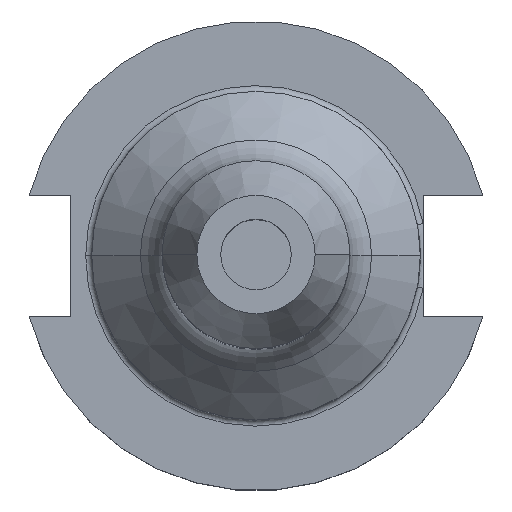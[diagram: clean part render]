
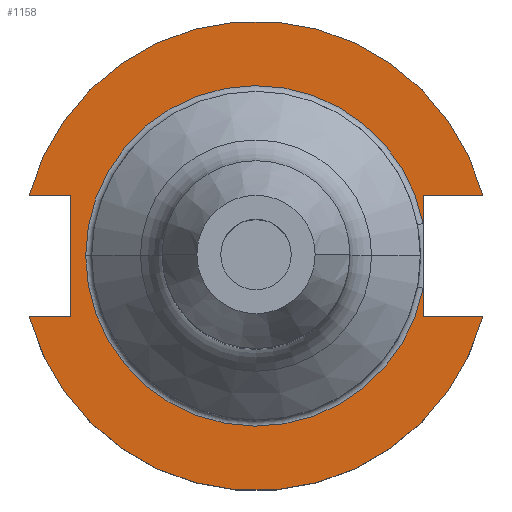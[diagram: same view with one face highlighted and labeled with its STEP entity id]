
A CAD part, top view. The second image highlights one B-rep face of the part: STEP entity #1158.
In plain terms, the highlighted planar face has unit normal (0, 0, 1).
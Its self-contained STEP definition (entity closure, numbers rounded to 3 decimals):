
#11 = EDGE_CURVE ( 'NONE', #1059, #1031, #1171, .T. ) ;
#17 = CARTESIAN_POINT ( 'NONE',  ( 22.606, -8.191, 19.05 ) ) ;
#31 = VERTEX_POINT ( 'NONE', #1006 ) ;
#43 = ORIENTED_EDGE ( 'NONE', *, *, #11, .T. ) ;
#57 = EDGE_CURVE ( 'NONE', #1689, #1566, #774, .T. ) ;
#92 = AXIS2_PLACEMENT_3D ( 'NONE', #1267, #1281, #1291 ) ;
#103 = EDGE_CURVE ( 'NONE', #1560, #31, #737, .T. ) ;
#188 = VERTEX_POINT ( 'NONE', #258 ) ;
#201 = EDGE_CURVE ( 'NONE', #723, #188, #237, .T. ) ;
#203 = CARTESIAN_POINT ( 'NONE',  ( -30.675, -8.191, 19.05 ) ) ;
#204 = AXIS2_PLACEMENT_3D ( 'NONE', #1100, #1357, #1533 ) ;
#221 = ORIENTED_EDGE ( 'NONE', *, *, #407, .F. ) ;
#237 = CIRCLE ( 'NONE', #917, 31.75 ) ;
#253 = LINE ( 'NONE', #1268, #1665 ) ;
#258 = CARTESIAN_POINT ( 'NONE',  ( 30.675, -8.191, 19.05 ) ) ;
#318 = ORIENTED_EDGE ( 'NONE', *, *, #996, .T. ) ;
#365 = VECTOR ( 'NONE', #1578, 1000. ) ;
#366 = ORIENTED_EDGE ( 'NONE', *, *, #1315, .T. ) ;
#387 = ORIENTED_EDGE ( 'NONE', *, *, #57, .T. ) ;
#407 = EDGE_CURVE ( 'NONE', #723, #1031, #1331, .T. ) ;
#446 = CARTESIAN_POINT ( 'NONE',  ( -61.091, -8.191, 19.05 ) ) ;
#448 = DIRECTION ( 'NONE',  ( -1., 0., 0. ) ) ;
#469 = CIRCLE ( 'NONE', #609, 23.025 ) ;
#511 = DIRECTION ( 'NONE',  ( 0., 0., 1. ) ) ;
#541 = CARTESIAN_POINT ( 'NONE',  ( -30.675, 8.191, 19.05 ) ) ;
#556 = CARTESIAN_POINT ( 'NONE',  ( 0., 0., 19.05 ) ) ;
#566 = ORIENTED_EDGE ( 'NONE', *, *, #925, .F. ) ;
#609 = AXIS2_PLACEMENT_3D ( 'NONE', #646, #651, #655 ) ;
#617 = CARTESIAN_POINT ( 'NONE',  ( 0., 22.225, 19.05 ) ) ;
#632 = ORIENTED_EDGE ( 'NONE', *, *, #885, .T. ) ;
#646 = CARTESIAN_POINT ( 'NONE',  ( 0., 0., 19.05 ) ) ;
#651 = DIRECTION ( 'NONE',  ( 0., 0., -1. ) ) ;
#655 = DIRECTION ( 'NONE',  ( -1., 0., 0. ) ) ;
#669 = VERTEX_POINT ( 'NONE', #1542 ) ;
#672 = FACE_OUTER_BOUND ( 'NONE', #1716, .T. ) ;
#723 = VERTEX_POINT ( 'NONE', #203 ) ;
#737 = LINE ( 'NONE', #1539, #365 ) ;
#744 = VERTEX_POINT ( 'NONE', #17 ) ;
#751 = DIRECTION ( 'NONE',  ( 0., -1., 0. ) ) ;
#774 = CIRCLE ( 'NONE', #92, 31.75 ) ;
#794 = ORIENTED_EDGE ( 'NONE', *, *, #103, .T. ) ;
#835 = PLANE ( 'NONE',  #1339 ) ;
#874 = VECTOR ( 'NONE', #1029, 1000. ) ;
#885 = EDGE_CURVE ( 'NONE', #744, #1174, #1652, .T. ) ;
#903 = ORIENTED_EDGE ( 'NONE', *, *, #1487, .T. ) ;
#917 = AXIS2_PLACEMENT_3D ( 'NONE', #556, #511, #1093 ) ;
#925 = EDGE_CURVE ( 'NONE', #1689, #31, #253, .T. ) ;
#960 = CARTESIAN_POINT ( 'NONE',  ( 22.606, 4.373, 19.05 ) ) ;
#988 = CARTESIAN_POINT ( 'NONE',  ( 30.675, 8.191, 19.05 ) ) ;
#996 = EDGE_CURVE ( 'NONE', #1566, #1059, #1606, .T. ) ;
#1006 = CARTESIAN_POINT ( 'NONE',  ( 22.606, 8.191, 19.05 ) ) ;
#1013 = CARTESIAN_POINT ( 'NONE',  ( -25.091, 8.191, 19.05 ) ) ;
#1029 = DIRECTION ( 'NONE',  ( 1., 0., 0. ) ) ;
#1031 = VERTEX_POINT ( 'NONE', #1260 ) ;
#1059 = VERTEX_POINT ( 'NONE', #1475 ) ;
#1072 = LINE ( 'NONE', #1088, #1715 ) ;
#1088 = CARTESIAN_POINT ( 'NONE',  ( 0., -8.191, 19.05 ) ) ;
#1093 = DIRECTION ( 'NONE',  ( 1., 0., 0. ) ) ;
#1100 = CARTESIAN_POINT ( 'NONE',  ( 0., 0., 19.05 ) ) ;
#1122 = DIRECTION ( 'NONE',  ( 1., 0., 0. ) ) ;
#1147 = EDGE_CURVE ( 'NONE', #744, #188, #1072, .T. ) ;
#1148 = CARTESIAN_POINT ( 'NONE',  ( 22.606, 22.225, 19.05 ) ) ;
#1158 = ADVANCED_FACE ( 'NONE', ( #672 ), #835, .F. ) ;
#1171 = LINE ( 'NONE', #1013, #1474 ) ;
#1174 = VERTEX_POINT ( 'NONE', #1603 ) ;
#1210 = ORIENTED_EDGE ( 'NONE', *, *, #1147, .F. ) ;
#1211 = DIRECTION ( 'NONE',  ( 0., 1., 0. ) ) ;
#1260 = CARTESIAN_POINT ( 'NONE',  ( -25.091, -8.191, 19.05 ) ) ;
#1267 = CARTESIAN_POINT ( 'NONE',  ( 0., 0., 19.05 ) ) ;
#1268 = CARTESIAN_POINT ( 'NONE',  ( 0., 8.191, 19.05 ) ) ;
#1271 = DIRECTION ( 'NONE',  ( 1., 0., 0. ) ) ;
#1281 = DIRECTION ( 'NONE',  ( 0., 0., 1. ) ) ;
#1291 = DIRECTION ( 'NONE',  ( 1., 0., 0. ) ) ;
#1294 = VECTOR ( 'NONE', #1122, 1000. ) ;
#1315 = EDGE_CURVE ( 'NONE', #1174, #669, #469, .T. ) ;
#1331 = LINE ( 'NONE', #446, #1294 ) ;
#1339 = AXIS2_PLACEMENT_3D ( 'NONE', #617, #1465, #448 ) ;
#1357 = DIRECTION ( 'NONE',  ( 0., 0., -1. ) ) ;
#1394 = DIRECTION ( 'NONE',  ( -1., 0., 0. ) ) ;
#1463 = ORIENTED_EDGE ( 'NONE', *, *, #201, .T. ) ;
#1465 = DIRECTION ( 'NONE',  ( 0., 0., -1. ) ) ;
#1474 = VECTOR ( 'NONE', #751, 1000. ) ;
#1475 = CARTESIAN_POINT ( 'NONE',  ( -25.091, 8.191, 19.05 ) ) ;
#1487 = EDGE_CURVE ( 'NONE', #669, #1560, #1699, .T. ) ;
#1533 = DIRECTION ( 'NONE',  ( -1., 0., 0. ) ) ;
#1539 = CARTESIAN_POINT ( 'NONE',  ( 22.606, 22.225, 19.05 ) ) ;
#1542 = CARTESIAN_POINT ( 'NONE',  ( -23.025, 0., 19.05 ) ) ;
#1560 = VERTEX_POINT ( 'NONE', #960 ) ;
#1566 = VERTEX_POINT ( 'NONE', #541 ) ;
#1578 = DIRECTION ( 'NONE',  ( 0., 1., 0. ) ) ;
#1603 = CARTESIAN_POINT ( 'NONE',  ( 22.606, -4.373, 19.05 ) ) ;
#1606 = LINE ( 'NONE', #1694, #874 ) ;
#1640 = VECTOR ( 'NONE', #1211, 1000. ) ;
#1652 = LINE ( 'NONE', #1148, #1640 ) ;
#1665 = VECTOR ( 'NONE', #1394, 1000. ) ;
#1689 = VERTEX_POINT ( 'NONE', #988 ) ;
#1694 = CARTESIAN_POINT ( 'NONE',  ( -61.091, 8.191, 19.05 ) ) ;
#1699 = CIRCLE ( 'NONE', #204, 23.025 ) ;
#1715 = VECTOR ( 'NONE', #1271, 1000. ) ;
#1716 = EDGE_LOOP ( 'NONE', ( #632, #366, #903, #794, #566, #387, #318, #43, #221, #1463, #1210 ) ) ;
